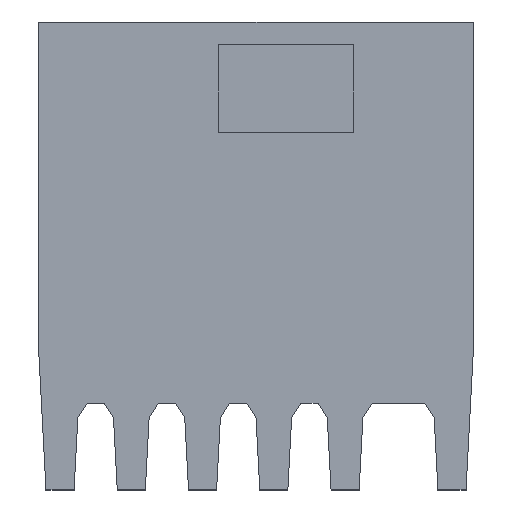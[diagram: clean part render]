
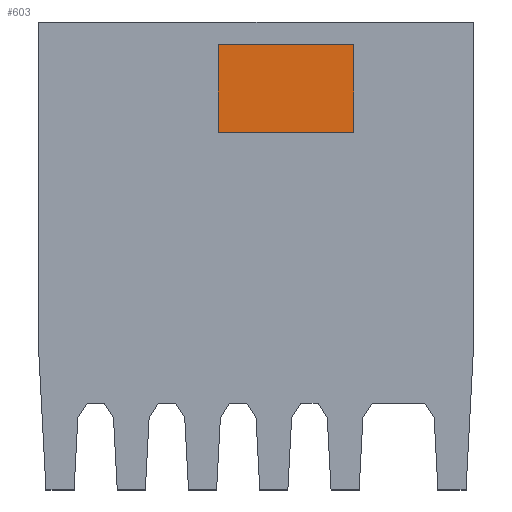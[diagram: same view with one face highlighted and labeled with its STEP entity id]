
A CAD part, top view. The second image highlights one B-rep face of the part: STEP entity #603.
In plain terms, the highlighted planar face has unit normal (0, 0, 1).
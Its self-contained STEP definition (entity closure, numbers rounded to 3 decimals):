
#18 = CARTESIAN_POINT ( 'NONE',  ( 13.262, 18.75, 2.5 ) ) ;
#34 = CARTESIAN_POINT ( 'NONE',  ( 13.262, 15.05, 2.5 ) ) ;
#60 = CARTESIAN_POINT ( 'NONE',  ( 7.562, 18.75, 2.5 ) ) ;
#123 = DIRECTION ( 'NONE',  ( 0., 0., -1. ) ) ;
#124 = PLANE ( 'NONE',  #1343 ) ;
#138 = CARTESIAN_POINT ( 'NONE',  ( 0., 0., 2.5 ) ) ;
#151 = DIRECTION ( 'NONE',  ( -1., 0., 0. ) ) ;
#301 = CARTESIAN_POINT ( 'NONE',  ( 7.562, 18.75, 2.5 ) ) ;
#302 = DIRECTION ( 'NONE',  ( 0., -1., 0. ) ) ;
#307 = CARTESIAN_POINT ( 'NONE',  ( 13.262, 18.75, 2.5 ) ) ;
#310 = DIRECTION ( 'NONE',  ( -1., 0., 0. ) ) ;
#319 = DIRECTION ( 'NONE',  ( 1., 0., 0. ) ) ;
#352 = CARTESIAN_POINT ( 'NONE',  ( 13.262, 15.05, 2.5 ) ) ;
#382 = CARTESIAN_POINT ( 'NONE',  ( 13.262, 18.75, 2.5 ) ) ;
#401 = DIRECTION ( 'NONE',  ( 0., 1., 0. ) ) ;
#556 = CARTESIAN_POINT ( 'NONE',  ( 7.562, 15.05, 2.5 ) ) ;
#603 = ADVANCED_FACE ( 'NONE', ( #1095 ), #124, .F. ) ;
#634 = EDGE_CURVE ( 'NONE', #1053, #1018, #1107, .T. ) ;
#650 = EDGE_CURVE ( 'NONE', #1041, #1053, #1142, .T. ) ;
#656 = EDGE_CURVE ( 'NONE', #1018, #1040, #1187, .T. ) ;
#677 = EDGE_CURVE ( 'NONE', #1040, #1041, #1221, .T. ) ;
#827 = ORIENTED_EDGE ( 'NONE', *, *, #634, .T. ) ;
#835 = ORIENTED_EDGE ( 'NONE', *, *, #677, .T. ) ;
#840 = ORIENTED_EDGE ( 'NONE', *, *, #650, .T. ) ;
#856 = ORIENTED_EDGE ( 'NONE', *, *, #656, .T. ) ;
#1018 = VERTEX_POINT ( 'NONE', #556 ) ;
#1040 = VERTEX_POINT ( 'NONE', #34 ) ;
#1041 = VERTEX_POINT ( 'NONE', #18 ) ;
#1053 = VERTEX_POINT ( 'NONE', #60 ) ;
#1095 = FACE_OUTER_BOUND ( 'NONE', #1468, .T. ) ;
#1107 = LINE ( 'NONE', #301, #1119 ) ;
#1119 = VECTOR ( 'NONE', #302, 1000. ) ;
#1142 = LINE ( 'NONE', #307, #1149 ) ;
#1149 = VECTOR ( 'NONE', #310, 1000. ) ;
#1187 = LINE ( 'NONE', #352, #1195 ) ;
#1195 = VECTOR ( 'NONE', #319, 1000. ) ;
#1221 = LINE ( 'NONE', #382, #1254 ) ;
#1254 = VECTOR ( 'NONE', #401, 1000. ) ;
#1343 = AXIS2_PLACEMENT_3D ( 'NONE', #138, #123, #151 ) ;
#1468 = EDGE_LOOP ( 'NONE', ( #835, #840, #827, #856 ) ) ;
